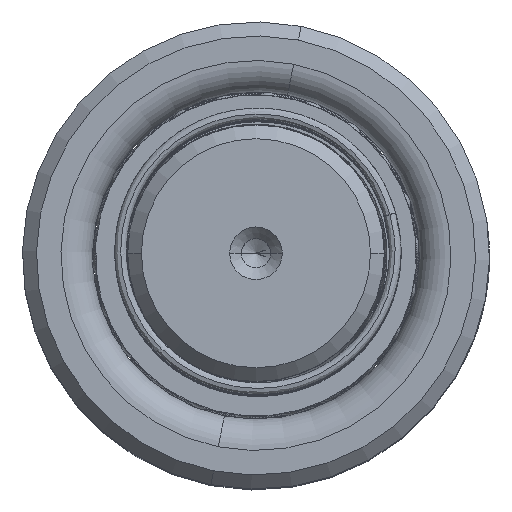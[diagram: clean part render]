
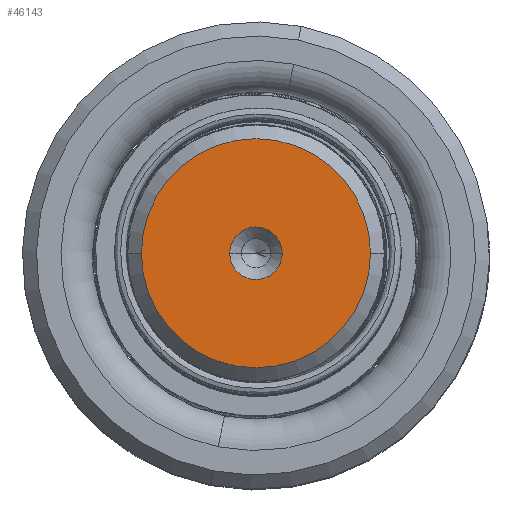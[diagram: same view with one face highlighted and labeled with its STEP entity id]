
A CAD part, top view. The second image highlights one B-rep face of the part: STEP entity #46143.
In plain terms, the highlighted planar face has unit normal (0, 0, 1).
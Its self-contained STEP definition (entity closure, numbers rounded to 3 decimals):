
#2100 = FACE_BOUND ( 'NONE', #49134, .T. ) ;
#2519 = EDGE_CURVE ( 'NONE', #23866, #48799, #35061, .T. ) ;
#3518 = AXIS2_PLACEMENT_3D ( 'NONE', #6730, #18084, #34146 ) ;
#3884 = CARTESIAN_POINT ( 'NONE',  ( 0., 0., 160. ) ) ;
#3935 = AXIS2_PLACEMENT_3D ( 'NONE', #35543, #39096, #12338 ) ;
#5134 = FACE_OUTER_BOUND ( 'NONE', #16034, .T. ) ;
#6730 = CARTESIAN_POINT ( 'NONE',  ( 0., 0., 160. ) ) ;
#7785 = DIRECTION ( 'NONE',  ( 1., 0., 0. ) ) ;
#7946 = DIRECTION ( 'NONE',  ( 0., 0., 1. ) ) ;
#12338 = DIRECTION ( 'NONE',  ( 1., 0., 0. ) ) ;
#12704 = CARTESIAN_POINT ( 'NONE',  ( 2.25, 0., 160. ) ) ;
#12707 = CARTESIAN_POINT ( 'NONE',  ( -2.25, 0., 160. ) ) ;
#15685 = VERTEX_POINT ( 'NONE', #15782 ) ;
#15782 = CARTESIAN_POINT ( 'NONE',  ( -9.809, 0., 160. ) ) ;
#16034 = EDGE_LOOP ( 'NONE', ( #20771, #27514 ) ) ;
#16690 = VERTEX_POINT ( 'NONE', #27763 ) ;
#17791 = DIRECTION ( 'NONE',  ( 0., 0., 1. ) ) ;
#17991 = DIRECTION ( 'NONE',  ( 0., 0., 1. ) ) ;
#18084 = DIRECTION ( 'NONE',  ( 0., 0., 1. ) ) ;
#18305 = DIRECTION ( 'NONE',  ( 1., 0., 0. ) ) ;
#19393 = AXIS2_PLACEMENT_3D ( 'NONE', #32864, #17791, #48632 ) ;
#20771 = ORIENTED_EDGE ( 'NONE', *, *, #42755, .T. ) ;
#21734 = AXIS2_PLACEMENT_3D ( 'NONE', #3884, #7946, #7785 ) ;
#23866 = VERTEX_POINT ( 'NONE', #12707 ) ;
#24000 = AXIS2_PLACEMENT_3D ( 'NONE', #45257, #17991, #18305 ) ;
#25591 = PLANE ( 'NONE',  #24000 ) ;
#26713 = ORIENTED_EDGE ( 'NONE', *, *, #43652, .F. ) ;
#27514 = ORIENTED_EDGE ( 'NONE', *, *, #30640, .T. ) ;
#27763 = CARTESIAN_POINT ( 'NONE',  ( 9.809, 0., 160. ) ) ;
#30640 = EDGE_CURVE ( 'NONE', #16690, #15685, #43958, .T. ) ;
#32864 = CARTESIAN_POINT ( 'NONE',  ( 0., 0., 160. ) ) ;
#34146 = DIRECTION ( 'NONE',  ( 1., 0., 0. ) ) ;
#35061 = CIRCLE ( 'NONE', #3935, 2.25 ) ;
#35543 = CARTESIAN_POINT ( 'NONE',  ( 0., 0., 160. ) ) ;
#35882 = ORIENTED_EDGE ( 'NONE', *, *, #2519, .F. ) ;
#36118 = CIRCLE ( 'NONE', #3518, 2.25 ) ;
#39096 = DIRECTION ( 'NONE',  ( 0., 0., 1. ) ) ;
#42254 = CIRCLE ( 'NONE', #19393, 9.809 ) ;
#42755 = EDGE_CURVE ( 'NONE', #15685, #16690, #42254, .T. ) ;
#43652 = EDGE_CURVE ( 'NONE', #48799, #23866, #36118, .T. ) ;
#43958 = CIRCLE ( 'NONE', #21734, 9.809 ) ;
#45257 = CARTESIAN_POINT ( 'NONE',  ( 0., 0., 160. ) ) ;
#46143 = ADVANCED_FACE ( 'NONE', ( #2100, #5134 ), #25591, .T. ) ;
#48632 = DIRECTION ( 'NONE',  ( 1., 0., 0. ) ) ;
#48799 = VERTEX_POINT ( 'NONE', #12704 ) ;
#49134 = EDGE_LOOP ( 'NONE', ( #26713, #35882 ) ) ;
